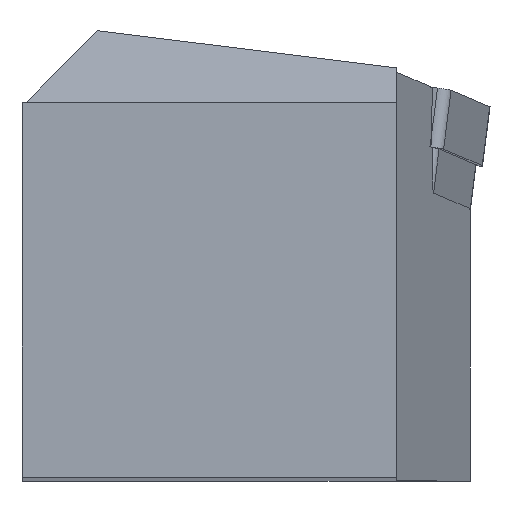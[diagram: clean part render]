
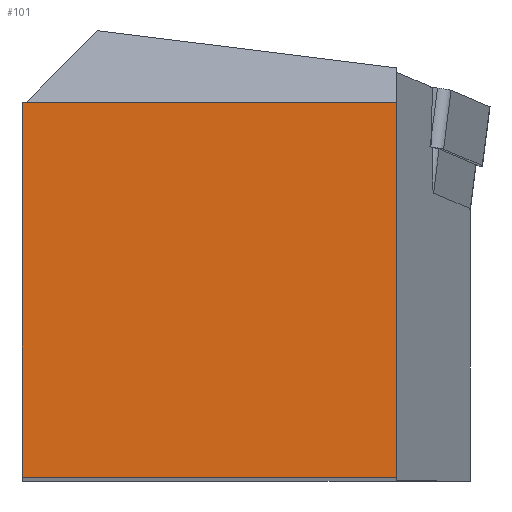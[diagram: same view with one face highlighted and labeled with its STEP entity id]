
A CAD part, top view. The second image highlights one B-rep face of the part: STEP entity #101.
In plain terms, the highlighted planar face has unit normal (0, 0, 1).
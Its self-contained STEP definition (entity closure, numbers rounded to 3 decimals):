
#101=ADVANCED_FACE('',(#160),#135,.T.);
#135=PLANE('',#664);
#160=FACE_OUTER_BOUND('',#190,.T.);
#190=EDGE_LOOP('',(#299,#300,#301,#302));
#299=ORIENTED_EDGE('',*,*,#436,.T.);
#300=ORIENTED_EDGE('',*,*,#480,.T.);
#301=ORIENTED_EDGE('',*,*,#476,.T.);
#302=ORIENTED_EDGE('',*,*,#479,.T.);
#377=VERTEX_POINT('',#866);
#382=VERTEX_POINT('',#875);
#410=VERTEX_POINT('',#954);
#411=VERTEX_POINT('',#956);
#436=EDGE_CURVE('',#377,#382,#518,.T.);
#476=EDGE_CURVE('',#411,#410,#553,.T.);
#479=EDGE_CURVE('',#410,#377,#556,.T.);
#480=EDGE_CURVE('',#382,#411,#557,.T.);
#518=LINE('',#876,#583);
#553=LINE('',#955,#618);
#556=LINE('',#961,#621);
#557=LINE('',#963,#622);
#583=VECTOR('',#702,1.);
#618=VECTOR('',#769,1.);
#621=VECTOR('',#776,1.);
#622=VECTOR('',#779,1.);
#664=AXIS2_PLACEMENT_3D('',#965,#782,#783);
#702=DIRECTION('',(0.,1.,0.));
#769=DIRECTION('',(0.,-1.,0.));
#776=DIRECTION('',(1.,0.,0.));
#779=DIRECTION('',(-1.,0.,0.));
#782=DIRECTION('',(0.,0.,1.));
#783=DIRECTION('',(0.,-1.,0.));
#866=CARTESIAN_POINT('',(40.,0.,0.));
#875=CARTESIAN_POINT('',(40.,40.,0.));
#876=CARTESIAN_POINT('',(40.,0.,0.));
#954=CARTESIAN_POINT('',(0.,0.,0.));
#955=CARTESIAN_POINT('',(0.,40.,0.));
#956=CARTESIAN_POINT('',(0.,40.,0.));
#961=CARTESIAN_POINT('',(0.,0.,0.));
#963=CARTESIAN_POINT('',(40.,40.,0.));
#965=CARTESIAN_POINT('',(20.,20.,0.));
